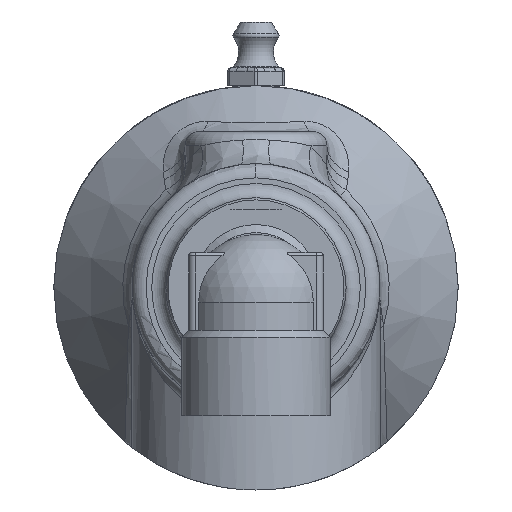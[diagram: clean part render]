
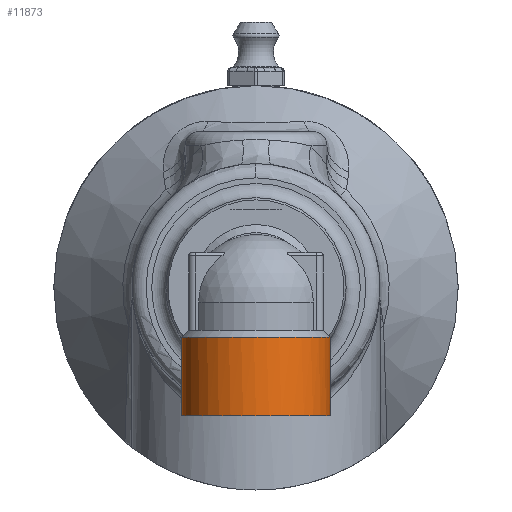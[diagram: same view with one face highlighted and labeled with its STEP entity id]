
A CAD part, left-side view. The second image highlights one B-rep face of the part: STEP entity #11873.
In plain terms, the highlighted cylindrical face has radius 10.5 mm (diameter 21 mm), a full revolution.
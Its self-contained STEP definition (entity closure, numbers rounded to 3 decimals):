
#533=LINE('',#17043,#1237);
#1237=VECTOR('',#13846,10.5);
#2218=CYLINDRICAL_SURFACE('',#12641,10.5);
#2369=FACE_OUTER_BOUND('',#3056,.T.);
#3056=EDGE_LOOP('',(#7866,#7867,#7868,#7869,#7870,#7871));
#3769=B_SPLINE_CURVE_WITH_KNOTS('',3,(#16899,#16900,#16901,#16902,#16903,
#16904),.UNSPECIFIED.,.F.,.F.,(4,2,4),(0.917,1.187,
1.457),.UNSPECIFIED.);
#4293=CIRCLE('',#12628,10.5);
#4294=CIRCLE('',#12629,10.5);
#4300=CIRCLE('',#12642,10.5);
#4755=VERTEX_POINT('',#16891);
#4756=VERTEX_POINT('',#16898);
#4764=VERTEX_POINT('',#17024);
#4767=VERTEX_POINT('',#17042);
#5947=EDGE_CURVE('',#4756,#4755,#3769,.T.);
#5963=EDGE_CURVE('',#4756,#4764,#4293,.T.);
#5964=EDGE_CURVE('',#4764,#4755,#4294,.T.);
#5971=EDGE_CURVE('',#4764,#4767,#533,.T.);
#5972=EDGE_CURVE('',#4767,#4767,#4300,.T.);
#7866=ORIENTED_EDGE('',*,*,#5963,.F.);
#7867=ORIENTED_EDGE('',*,*,#5947,.T.);
#7868=ORIENTED_EDGE('',*,*,#5964,.F.);
#7869=ORIENTED_EDGE('',*,*,#5971,.T.);
#7870=ORIENTED_EDGE('',*,*,#5972,.F.);
#7871=ORIENTED_EDGE('',*,*,#5971,.F.);
#11873=ADVANCED_FACE('',(#2369),#2218,.T.);
#12628=AXIS2_PLACEMENT_3D('',#17025,#13817,#13818);
#12629=AXIS2_PLACEMENT_3D('',#17026,#13819,#13820);
#12641=AXIS2_PLACEMENT_3D('',#17041,#13844,#13845);
#12642=AXIS2_PLACEMENT_3D('',#17044,#13847,#13848);
#13817=DIRECTION('center_axis',(0.,0.,1.));
#13818=DIRECTION('ref_axis',(0.,-1.,0.));
#13819=DIRECTION('center_axis',(0.,0.,1.));
#13820=DIRECTION('ref_axis',(0.,-1.,0.));
#13844=DIRECTION('center_axis',(0.,0.,1.));
#13845=DIRECTION('ref_axis',(0.,-1.,0.));
#13846=DIRECTION('',(0.,0.,-1.));
#13847=DIRECTION('center_axis',(0.,0.,-1.));
#13848=DIRECTION('ref_axis',(0.,-1.,0.));
#16891=CARTESIAN_POINT('',(-92.221,-2.693,-7.));
#16898=CARTESIAN_POINT('',(-92.221,2.693,-7.));
#16899=CARTESIAN_POINT('Ctrl Pts',(-92.221,2.693,-7.));
#16900=CARTESIAN_POINT('Ctrl Pts',(-91.994,1.835,-7.33));
#16901=CARTESIAN_POINT('Ctrl Pts',(-91.87,0.9,-7.5));
#16902=CARTESIAN_POINT('Ctrl Pts',(-91.87,-0.9,-7.5));
#16903=CARTESIAN_POINT('Ctrl Pts',(-91.994,-1.835,-7.33));
#16904=CARTESIAN_POINT('Ctrl Pts',(-92.221,-2.693,
-7.));
#17024=CARTESIAN_POINT('',(-102.37,10.5,-7.));
#17025=CARTESIAN_POINT('Origin',(-102.37,0.,-7.));
#17026=CARTESIAN_POINT('Origin',(-102.37,0.,-7.));
#17041=CARTESIAN_POINT('Origin',(-102.37,0.,-18.));
#17042=CARTESIAN_POINT('',(-102.37,10.5,-18.));
#17043=CARTESIAN_POINT('',(-102.37,10.5,-18.));
#17044=CARTESIAN_POINT('Origin',(-102.37,0.,-18.));
